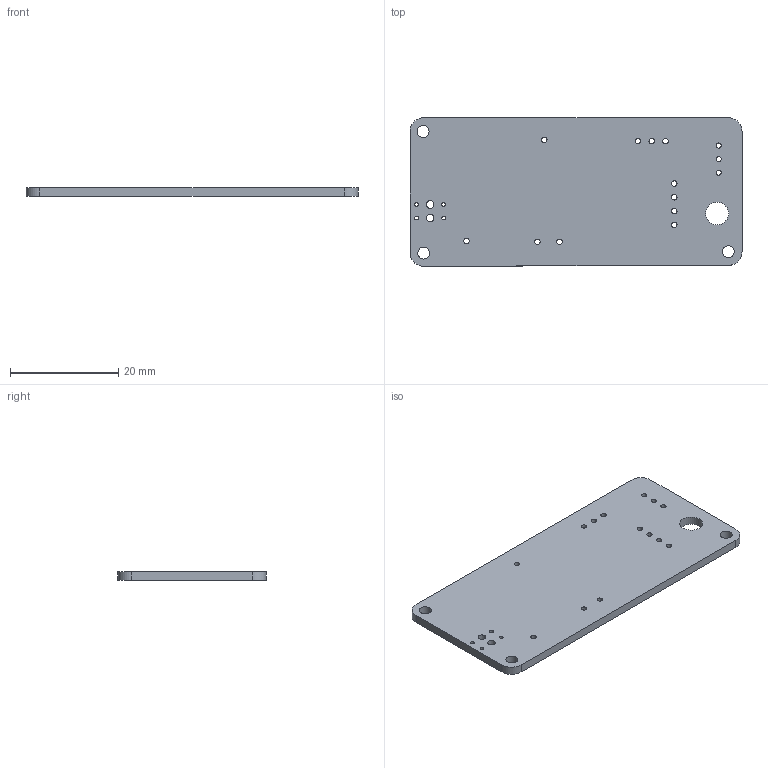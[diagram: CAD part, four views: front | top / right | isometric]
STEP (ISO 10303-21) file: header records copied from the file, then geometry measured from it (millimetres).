
FILE_DESCRIPTION(('KiCad electronic assembly'),'2;1');
FILE_NAME('EMHarpsichord_Stage1.step','2023-09-30T19:36:32',('Pcbnew'),( 'Kicad'),'Open CASCADE STEP processor 7.6','KiCad to STEP converter' ,'Unknown');
FILE_SCHEMA(('AUTOMOTIVE_DESIGN { 1 0 10303 214 1 1 1 1 }'));
Length unit declared in the file: millimetre
Products named in the file (2): EMHarpsichord_Stage1 1; EMHarpsichord_Stage1 PCB
Assembly tree (1 placements, depth 2):
  EMHarpsichord_Stage1 1
    EMHarpsichord_Stage1 PCB
Bounding box: 61.21 x 27.37 x 1.6 mm (x, y, z)
Volume: 2600.4 mm3; surface area: 3678.8 mm2
Topology: 1 solids, 1 shells, 34 faces, 96 edges, 64 vertices
Faces by surface type: cylinder 28, plane 6
Full cylindrical faces by diameter (mm): 0.7 x4, 0.95 x3, 1 x11, 1.4 x2, 2.2 x3, 4.2 x1
Entity records: 2695 total; most frequent: CARTESIAN_POINT 724, DIRECTION 360, ORIENTED_EDGE 192, PCURVE 192, DEFINITIONAL_REPRESENTATION 192, LINE 176, VECTOR 176, EDGE_CURVE 96
